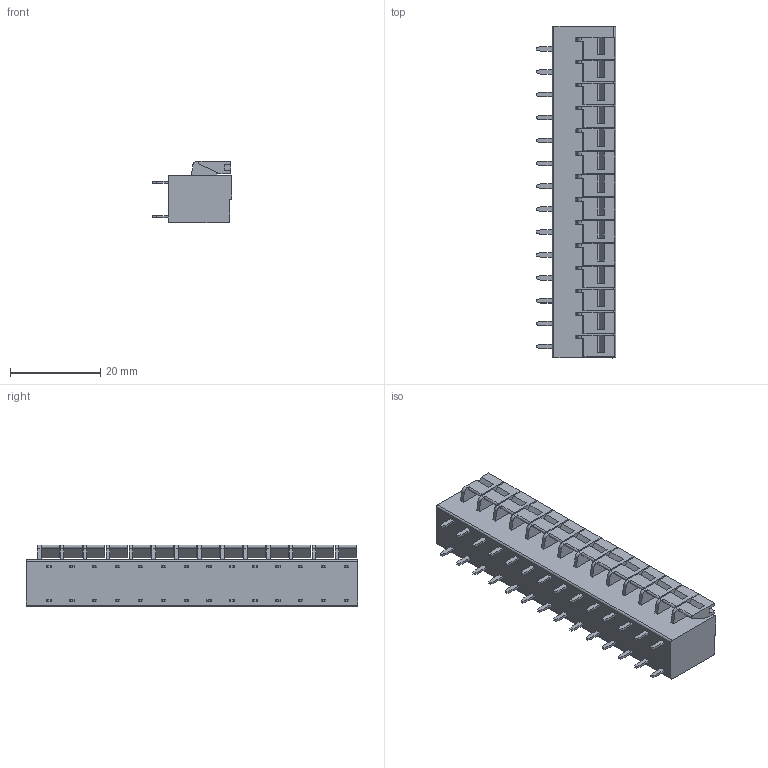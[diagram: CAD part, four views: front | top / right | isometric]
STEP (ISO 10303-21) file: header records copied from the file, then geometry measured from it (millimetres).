
FILE_DESCRIPTION((''),'2;1');
FILE_NAME('DB142-508-1P','2022-04-21T',('86134'),(''),'PRO/ENGINEER BY PARAMETRIC TECHNOLOGY CORPORATION, 2010280','PRO/ENGINEER BY PARAMETRIC TECHNOLOGY CORPORATION, 2010280','');
FILE_SCHEMA(('CONFIG_CONTROL_DESIGN'));
Length unit declared in the file: millimetre
Products named in the file (1): DB142-508-1P
Bounding box: 17.6 x 73.66 x 13.7 mm (x, y, z)
Volume: 11345.8 mm3; surface area: 6708.8 mm2
Topology: 1 solids, 1 shells, 601 faces, 1598 edges, 1070 vertices
Faces by surface type: plane 537, cylinder 36, cone 28
Entity records: 18450 total; most frequent: CARTESIAN_POINT 3269, ORIENTED_EDGE 3196, DIRECTION 2928, EDGE_CURVE 1598, VECTOR 1470, LINE 1470, VERTEX_POINT 1070, AXIS2_PLACEMENT_3D 729
